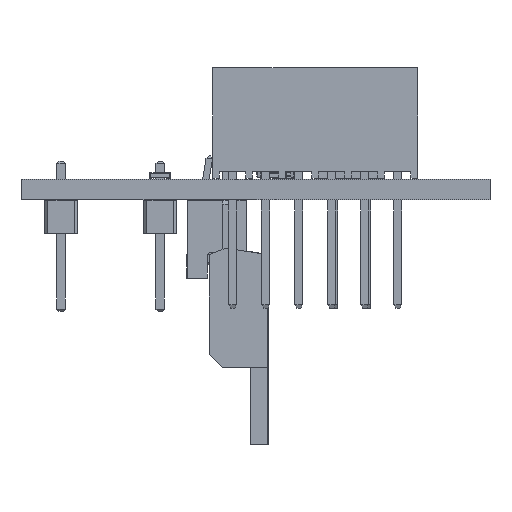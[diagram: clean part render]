
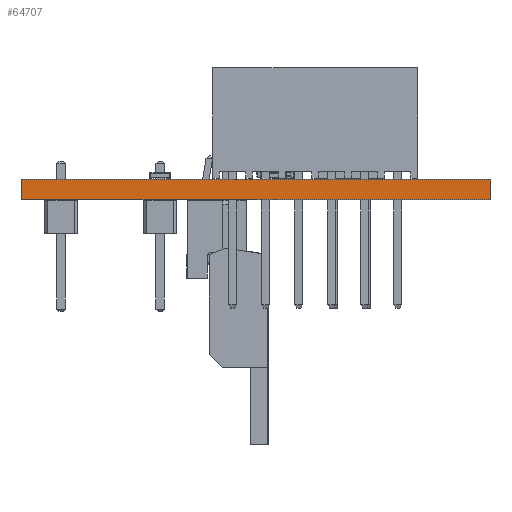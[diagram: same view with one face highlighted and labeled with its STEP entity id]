
A CAD part, front view. The second image highlights one B-rep face of the part: STEP entity #64707.
In plain terms, the highlighted planar face has unit normal (0, -1, 0).
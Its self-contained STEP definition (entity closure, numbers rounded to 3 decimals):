
#64707 = ADVANCED_FACE('',(#64708),#64722,.T.);
#64708 = FACE_BOUND('',#64709,.T.);
#64709 = EDGE_LOOP('',(#64710,#64745,#64773,#64801));
#64710 = ORIENTED_EDGE('',*,*,#64711,.T.);
#64711 = EDGE_CURVE('',#64712,#64714,#64716,.T.);
#64712 = VERTEX_POINT('',#64713);
#64713 = CARTESIAN_POINT('',(36.,-0.,0.));
#64714 = VERTEX_POINT('',#64715);
#64715 = CARTESIAN_POINT('',(36.,0.,1.58));
#64716 = SURFACE_CURVE('',#64717,(#64721,#64733),.PCURVE_S1.);
#64717 = LINE('',#64718,#64719);
#64718 = CARTESIAN_POINT('',(36.,-0.,0.));
#64719 = VECTOR('',#64720,1.);
#64720 = DIRECTION('',(0.,0.,1.));
#64721 = PCURVE('',#64722,#64727);
#64722 = PLANE('',#64723);
#64723 = AXIS2_PLACEMENT_3D('',#64724,#64725,#64726);
#64724 = CARTESIAN_POINT('',(36.,0.,0.));
#64725 = DIRECTION('',(0.,-1.,0.));
#64726 = DIRECTION('',(-1.,0.,0.));
#64727 = DEFINITIONAL_REPRESENTATION('',(#64728),#64732);
#64728 = LINE('',#64729,#64730);
#64729 = CARTESIAN_POINT('',(0.,0.));
#64730 = VECTOR('',#64731,1.);
#64731 = DIRECTION('',(0.,-1.));
#64732 = ( GEOMETRIC_REPRESENTATION_CONTEXT(2) 
PARAMETRIC_REPRESENTATION_CONTEXT() REPRESENTATION_CONTEXT('2D SPACE',''
  ) );
#64733 = PCURVE('',#64734,#64739);
#64734 = PLANE('',#64735);
#64735 = AXIS2_PLACEMENT_3D('',#64736,#64737,#64738);
#64736 = CARTESIAN_POINT('',(36.,51.,0.));
#64737 = DIRECTION('',(1.,0.,-0.));
#64738 = DIRECTION('',(0.,-1.,0.));
#64739 = DEFINITIONAL_REPRESENTATION('',(#64740),#64744);
#64740 = LINE('',#64741,#64742);
#64741 = CARTESIAN_POINT('',(51.,0.));
#64742 = VECTOR('',#64743,1.);
#64743 = DIRECTION('',(0.,-1.));
#64744 = ( GEOMETRIC_REPRESENTATION_CONTEXT(2) 
PARAMETRIC_REPRESENTATION_CONTEXT() REPRESENTATION_CONTEXT('2D SPACE',''
  ) );
#64745 = ORIENTED_EDGE('',*,*,#64746,.T.);
#64746 = EDGE_CURVE('',#64714,#64747,#64749,.T.);
#64747 = VERTEX_POINT('',#64748);
#64748 = CARTESIAN_POINT('',(0.,0.,1.58));
#64749 = SURFACE_CURVE('',#64750,(#64754,#64761),.PCURVE_S1.);
#64750 = LINE('',#64751,#64752);
#64751 = CARTESIAN_POINT('',(36.,0.,1.58));
#64752 = VECTOR('',#64753,1.);
#64753 = DIRECTION('',(-1.,0.,0.));
#64754 = PCURVE('',#64722,#64755);
#64755 = DEFINITIONAL_REPRESENTATION('',(#64756),#64760);
#64756 = LINE('',#64757,#64758);
#64757 = CARTESIAN_POINT('',(0.,-1.58));
#64758 = VECTOR('',#64759,1.);
#64759 = DIRECTION('',(1.,0.));
#64760 = ( GEOMETRIC_REPRESENTATION_CONTEXT(2) 
PARAMETRIC_REPRESENTATION_CONTEXT() REPRESENTATION_CONTEXT('2D SPACE',''
  ) );
#64761 = PCURVE('',#64762,#64767);
#64762 = PLANE('',#64763);
#64763 = AXIS2_PLACEMENT_3D('',#64764,#64765,#64766);
#64764 = CARTESIAN_POINT('',(18.,25.5,1.58));
#64765 = DIRECTION('',(-0.,-0.,-1.));
#64766 = DIRECTION('',(-1.,0.,0.));
#64767 = DEFINITIONAL_REPRESENTATION('',(#64768),#64772);
#64768 = LINE('',#64769,#64770);
#64769 = CARTESIAN_POINT('',(-18.,-25.5));
#64770 = VECTOR('',#64771,1.);
#64771 = DIRECTION('',(1.,0.));
#64772 = ( GEOMETRIC_REPRESENTATION_CONTEXT(2) 
PARAMETRIC_REPRESENTATION_CONTEXT() REPRESENTATION_CONTEXT('2D SPACE',''
  ) );
#64773 = ORIENTED_EDGE('',*,*,#64774,.F.);
#64774 = EDGE_CURVE('',#64775,#64747,#64777,.T.);
#64775 = VERTEX_POINT('',#64776);
#64776 = CARTESIAN_POINT('',(0.,-0.,0.));
#64777 = SURFACE_CURVE('',#64778,(#64782,#64789),.PCURVE_S1.);
#64778 = LINE('',#64779,#64780);
#64779 = CARTESIAN_POINT('',(0.,-0.,0.));
#64780 = VECTOR('',#64781,1.);
#64781 = DIRECTION('',(0.,0.,1.));
#64782 = PCURVE('',#64722,#64783);
#64783 = DEFINITIONAL_REPRESENTATION('',(#64784),#64788);
#64784 = LINE('',#64785,#64786);
#64785 = CARTESIAN_POINT('',(36.,0.));
#64786 = VECTOR('',#64787,1.);
#64787 = DIRECTION('',(0.,-1.));
#64788 = ( GEOMETRIC_REPRESENTATION_CONTEXT(2) 
PARAMETRIC_REPRESENTATION_CONTEXT() REPRESENTATION_CONTEXT('2D SPACE',''
  ) );
#64789 = PCURVE('',#64790,#64795);
#64790 = PLANE('',#64791);
#64791 = AXIS2_PLACEMENT_3D('',#64792,#64793,#64794);
#64792 = CARTESIAN_POINT('',(0.,0.,0.));
#64793 = DIRECTION('',(-1.,0.,0.));
#64794 = DIRECTION('',(0.,1.,0.));
#64795 = DEFINITIONAL_REPRESENTATION('',(#64796),#64800);
#64796 = LINE('',#64797,#64798);
#64797 = CARTESIAN_POINT('',(0.,0.));
#64798 = VECTOR('',#64799,1.);
#64799 = DIRECTION('',(0.,-1.));
#64800 = ( GEOMETRIC_REPRESENTATION_CONTEXT(2) 
PARAMETRIC_REPRESENTATION_CONTEXT() REPRESENTATION_CONTEXT('2D SPACE',''
  ) );
#64801 = ORIENTED_EDGE('',*,*,#64802,.F.);
#64802 = EDGE_CURVE('',#64712,#64775,#64803,.T.);
#64803 = SURFACE_CURVE('',#64804,(#64808,#64815),.PCURVE_S1.);
#64804 = LINE('',#64805,#64806);
#64805 = CARTESIAN_POINT('',(36.,-0.,0.));
#64806 = VECTOR('',#64807,1.);
#64807 = DIRECTION('',(-1.,0.,0.));
#64808 = PCURVE('',#64722,#64809);
#64809 = DEFINITIONAL_REPRESENTATION('',(#64810),#64814);
#64810 = LINE('',#64811,#64812);
#64811 = CARTESIAN_POINT('',(0.,0.));
#64812 = VECTOR('',#64813,1.);
#64813 = DIRECTION('',(1.,0.));
#64814 = ( GEOMETRIC_REPRESENTATION_CONTEXT(2) 
PARAMETRIC_REPRESENTATION_CONTEXT() REPRESENTATION_CONTEXT('2D SPACE',''
  ) );
#64815 = PCURVE('',#64816,#64821);
#64816 = PLANE('',#64817);
#64817 = AXIS2_PLACEMENT_3D('',#64818,#64819,#64820);
#64818 = CARTESIAN_POINT('',(18.,25.5,0.));
#64819 = DIRECTION('',(-0.,-0.,-1.));
#64820 = DIRECTION('',(-1.,0.,0.));
#64821 = DEFINITIONAL_REPRESENTATION('',(#64822),#64826);
#64822 = LINE('',#64823,#64824);
#64823 = CARTESIAN_POINT('',(-18.,-25.5));
#64824 = VECTOR('',#64825,1.);
#64825 = DIRECTION('',(1.,0.));
#64826 = ( GEOMETRIC_REPRESENTATION_CONTEXT(2) 
PARAMETRIC_REPRESENTATION_CONTEXT() REPRESENTATION_CONTEXT('2D SPACE',''
  ) );
